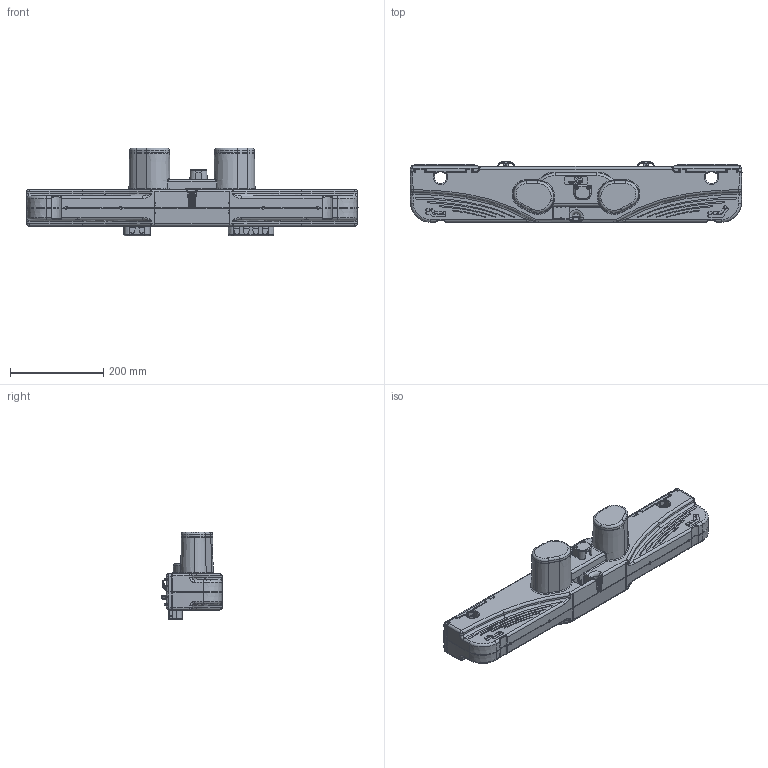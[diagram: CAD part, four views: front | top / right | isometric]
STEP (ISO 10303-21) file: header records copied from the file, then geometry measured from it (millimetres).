
FILE_DESCRIPTION (( 'STEP AP203' ), '1' );
FILE_NAME ('Duomat 11.STEP', '2011-11-15T14:57:08', ( '.' ), ( '.' ), 'SwSTEP 2.0', 'SolidWorks 2008', '' );
FILE_SCHEMA (( 'CONFIG_CONTROL_DESIGN' ));
Length unit declared in the file: millimetre
Products named in the file (1): Duomat 11
Bounding box: 712 x 129.35 x 188 mm (x, y, z)
Volume: 6734766.9 mm3; surface area: 451066.7 mm2
Topology: 1 solids, 3 shells, 3614 faces, 9117 edges, 5515 vertices
Faces by surface type: plane 1276, cylinder 1107, bspline 743, torus 242, cone 143, sphere 103
Entity records: 129784 total; most frequent: CARTESIAN_POINT 49530, ORIENTED_EDGE 18012, DIRECTION 15483, EDGE_CURVE 9006, AXIS2_PLACEMENT_3D 5584, VERTEX_POINT 5515, VECTOR 4315, LINE 4315
